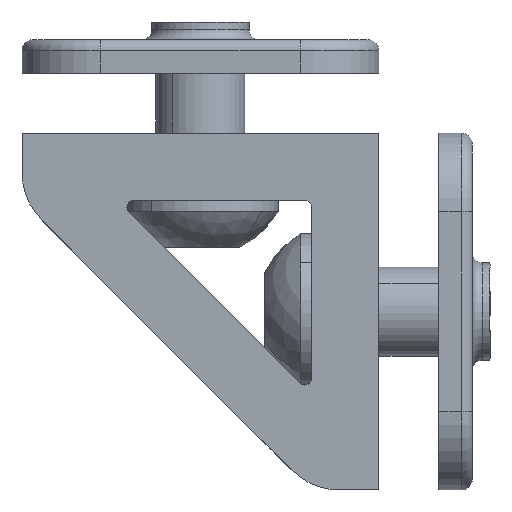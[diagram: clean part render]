
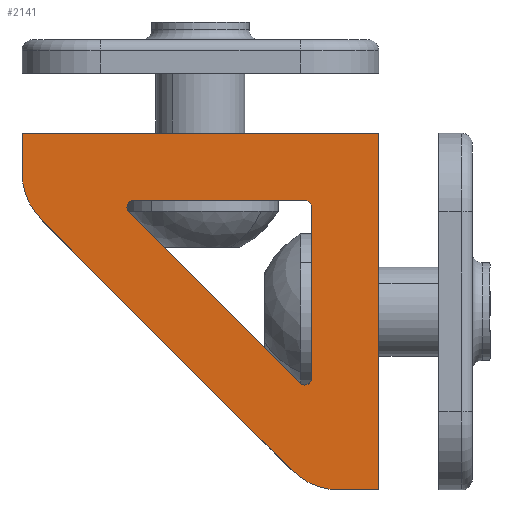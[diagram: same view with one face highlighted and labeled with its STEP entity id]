
A CAD part, left-side view. The second image highlights one B-rep face of the part: STEP entity #2141.
In plain terms, the highlighted planar face has unit normal (-1, 0, 0).
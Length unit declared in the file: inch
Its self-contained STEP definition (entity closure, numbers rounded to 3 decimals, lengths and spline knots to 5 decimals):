
#18 = EDGE_CURVE ( 'NONE', #2766, #2935, #314, .T. ) ;
#41 = EDGE_CURVE ( 'NONE', #2804, #2654, #618, .T. ) ;
#54 = ORIENTED_EDGE ( 'NONE', *, *, #2835, .T. ) ;
#71 = ORIENTED_EDGE ( 'NONE', *, *, #3033, .T. ) ;
#99 = ORIENTED_EDGE ( 'NONE', *, *, #1277, .F. ) ;
#154 = VERTEX_POINT ( 'NONE', #1581 ) ;
#183 = CARTESIAN_POINT ( 'NONE',  ( -0.875, 0., 0. ) ) ;
#194 = CARTESIAN_POINT ( 'NONE',  ( -0.875, 1., 0. ) ) ;
#196 = FACE_BOUND ( 'NONE', #2604, .T. ) ;
#197 = FACE_OUTER_BOUND ( 'NONE', #2811, .T. ) ;
#198 = PLANE ( 'NONE',  #199 ) ;
#199 = AXIS2_PLACEMENT_3D ( 'NONE', #200, #201, #205 ) ;
#200 = CARTESIAN_POINT ( 'NONE',  ( -0.875, 0.11, -0.812 ) ) ;
#201 = DIRECTION ( 'NONE',  ( 1., 0., 0. ) ) ;
#205 = DIRECTION ( 'NONE',  ( 0., 0., -1. ) ) ;
#221 = ORIENTED_EDGE ( 'NONE', *, *, #2893, .F. ) ;
#224 = CIRCLE ( 'NONE', #225, 0.188 ) ;
#225 = AXIS2_PLACEMENT_3D ( 'NONE', #226, #227, #228 ) ;
#226 = CARTESIAN_POINT ( 'NONE',  ( -0.875, 0.812, -0.11 ) ) ;
#227 = DIRECTION ( 'NONE',  ( 1., 0., 0. ) ) ;
#228 = DIRECTION ( 'NONE',  ( 0., 0., -1. ) ) ;
#314 = LINE ( 'NONE', #315, #316 ) ;
#315 = CARTESIAN_POINT ( 'NONE',  ( -0.875, 0.68572, -0.188 ) ) ;
#316 = VECTOR ( 'NONE', #317, 39.37008 ) ;
#317 = DIRECTION ( 'NONE',  ( 0., -1., 0. ) ) ;
#413 = CARTESIAN_POINT ( 'NONE',  ( -0.875, 0.188, -0.208 ) ) ;
#458 = LINE ( 'NONE', #459, #460 ) ;
#459 = CARTESIAN_POINT ( 'NONE',  ( -0.875, 0.188, -0.208 ) ) ;
#460 = VECTOR ( 'NONE', #461, 39.37008 ) ;
#461 = DIRECTION ( 'NONE',  ( 0., 0., -1. ) ) ;
#471 = VERTEX_POINT ( 'NONE', #1763 ) ;
#490 = ORIENTED_EDGE ( 'NONE', *, *, #18, .T. ) ;
#500 = CARTESIAN_POINT ( 'NONE',  ( -0.875, 0.208, -0.70572 ) ) ;
#597 = ORIENTED_EDGE ( 'NONE', *, *, #2737, .T. ) ;
#618 = LINE ( 'NONE', #619, #620 ) ;
#619 = CARTESIAN_POINT ( 'NONE',  ( -0.875, 0.69986, -0.22214 ) ) ;
#620 = VECTOR ( 'NONE', #621, 39.37008 ) ;
#621 = DIRECTION ( 'NONE',  ( 0., 0.707, 0.707 ) ) ;
#626 = LINE ( 'NONE', #627, #628 ) ;
#627 = CARTESIAN_POINT ( 'NONE',  ( -0.875, 1., -0.11 ) ) ;
#628 = VECTOR ( 'NONE', #629, 39.37008 ) ;
#629 = DIRECTION ( 'NONE',  ( 0., 0., 1. ) ) ;
#661 = CIRCLE ( 'NONE', #662, 0.02 ) ;
#662 = AXIS2_PLACEMENT_3D ( 'NONE', #663, #664, #665 ) ;
#663 = CARTESIAN_POINT ( 'NONE',  ( -0.875, 0.208, -0.68572 ) ) ;
#664 = DIRECTION ( 'NONE',  ( 1., 0., 0. ) ) ;
#665 = DIRECTION ( 'NONE',  ( 0., 0., -1. ) ) ;
#799 = CARTESIAN_POINT ( 'NONE',  ( -0.875, 0.69986, -0.22214 ) ) ;
#819 = ORIENTED_EDGE ( 'NONE', *, *, #41, .T. ) ;
#973 = CIRCLE ( 'NONE', #974, 0.188 ) ;
#974 = AXIS2_PLACEMENT_3D ( 'NONE', #975, #976, #977 ) ;
#975 = CARTESIAN_POINT ( 'NONE',  ( -0.875, 0.11, -0.812 ) ) ;
#976 = DIRECTION ( 'NONE',  ( 1., 0., 0. ) ) ;
#977 = DIRECTION ( 'NONE',  ( 0., 0., -1. ) ) ;
#983 = LINE ( 'NONE', #984, #985 ) ;
#984 = CARTESIAN_POINT ( 'NONE',  ( -0.875, 1., 0. ) ) ;
#985 = VECTOR ( 'NONE', #986, 39.37008 ) ;
#986 = DIRECTION ( 'NONE',  ( 0., -1., 0. ) ) ;
#1076 = LINE ( 'NONE', #1077, #1078 ) ;
#1077 = CARTESIAN_POINT ( 'NONE',  ( -0.875, 0., -1. ) ) ;
#1078 = VECTOR ( 'NONE', #1079, 39.37008 ) ;
#1079 = DIRECTION ( 'NONE',  ( 0., 1., 0. ) ) ;
#1125 = CIRCLE ( 'NONE', #1126, 0.02 ) ;
#1126 = AXIS2_PLACEMENT_3D ( 'NONE', #1127, #1128, #1129 ) ;
#1127 = CARTESIAN_POINT ( 'NONE',  ( -0.875, 0.68572, -0.208 ) ) ;
#1128 = DIRECTION ( 'NONE',  ( 1., 0., 0. ) ) ;
#1129 = DIRECTION ( 'NONE',  ( 0., 0., -1. ) ) ;
#1247 = CARTESIAN_POINT ( 'NONE',  ( -0.875, 0.94494, -0.24294 ) ) ;
#1277 = EDGE_CURVE ( 'NONE', #2799, #2752, #973, .T. ) ;
#1327 = CIRCLE ( 'NONE', #1329, 0.02 ) ;
#1329 = AXIS2_PLACEMENT_3D ( 'NONE', #1330, #1331, #1332 ) ;
#1330 = CARTESIAN_POINT ( 'NONE',  ( -0.875, 0.208, -0.208 ) ) ;
#1331 = DIRECTION ( 'NONE',  ( 1., 0., 0. ) ) ;
#1332 = DIRECTION ( 'NONE',  ( 0., 0., -1. ) ) ;
#1360 = CARTESIAN_POINT ( 'NONE',  ( -0.875, 0.208, -0.188 ) ) ;
#1385 = LINE ( 'NONE', #1386, #1387 ) ;
#1386 = CARTESIAN_POINT ( 'NONE',  ( -0.875, 0.94494, -0.24294 ) ) ;
#1387 = VECTOR ( 'NONE', #1388, 39.37008 ) ;
#1388 = DIRECTION ( 'NONE',  ( 0., 0.707, 0.707 ) ) ;
#1396 = CIRCLE ( 'NONE', #1397, 0.02 ) ;
#1397 = AXIS2_PLACEMENT_3D ( 'NONE', #1398, #1399, #1400 ) ;
#1398 = CARTESIAN_POINT ( 'NONE',  ( -0.875, 0.208, -0.68572 ) ) ;
#1399 = DIRECTION ( 'NONE',  ( 1., 0., 0. ) ) ;
#1400 = DIRECTION ( 'NONE',  ( 0., 0., -1. ) ) ;
#1456 = ORIENTED_EDGE ( 'NONE', *, *, #2802, .F. ) ;
#1480 = CARTESIAN_POINT ( 'NONE',  ( -0.875, 0., -1. ) ) ;
#1527 = CARTESIAN_POINT ( 'NONE',  ( -0.875, 0.24294, -0.94494 ) ) ;
#1548 = CARTESIAN_POINT ( 'NONE',  ( -0.875, 0.68572, -0.188 ) ) ;
#1581 = CARTESIAN_POINT ( 'NONE',  ( -0.875, 0.188, -0.68572 ) ) ;
#1663 = ORIENTED_EDGE ( 'NONE', *, *, #2832, .F. ) ;
#1707 = CARTESIAN_POINT ( 'NONE',  ( -0.875, 0.11, -1. ) ) ;
#1720 = LINE ( 'NONE', #1721, #1722 ) ;
#1721 = CARTESIAN_POINT ( 'NONE',  ( -0.875, 0., 0. ) ) ;
#1722 = VECTOR ( 'NONE', #1723, 39.37008 ) ;
#1723 = DIRECTION ( 'NONE',  ( 0., 0., -1. ) ) ;
#1724 = CARTESIAN_POINT ( 'NONE',  ( -0.875, 0.22214, -0.69986 ) ) ;
#1763 = CARTESIAN_POINT ( 'NONE',  ( -0.875, 1., -0.11 ) ) ;
#1877 = ORIENTED_EDGE ( 'NONE', *, *, #2733, .F. ) ;
#2069 = VERTEX_POINT ( 'NONE', #183 ) ;
#2123 = VERTEX_POINT ( 'NONE', #194 ) ;
#2141 = ADVANCED_FACE ( 'NONE', ( #196, #197 ), #198, .F. ) ;
#2247 = EDGE_CURVE ( 'NONE', #2718, #471, #224, .T. ) ;
#2590 = VERTEX_POINT ( 'NONE', #413 ) ;
#2604 = EDGE_LOOP ( 'NONE', ( #819, #71, #490, #2884, #2765, #597, #54 ) ) ;
#2654 = VERTEX_POINT ( 'NONE', #799 ) ;
#2718 = VERTEX_POINT ( 'NONE', #1247 ) ;
#2733 = EDGE_CURVE ( 'NONE', #2752, #2718, #1385, .T. ) ;
#2737 = EDGE_CURVE ( 'NONE', #154, #2824, #1396, .T. ) ;
#2752 = VERTEX_POINT ( 'NONE', #1527 ) ;
#2765 = ORIENTED_EDGE ( 'NONE', *, *, #2818, .T. ) ;
#2766 = VERTEX_POINT ( 'NONE', #1548 ) ;
#2783 = ORIENTED_EDGE ( 'NONE', *, *, #3028, .F. ) ;
#2799 = VERTEX_POINT ( 'NONE', #1707 ) ;
#2802 = EDGE_CURVE ( 'NONE', #2069, #2951, #1720, .T. ) ;
#2804 = VERTEX_POINT ( 'NONE', #1724 ) ;
#2811 = EDGE_LOOP ( 'NONE', ( #1663, #2849, #1877, #99, #221, #1456, #2783 ) ) ;
#2818 = EDGE_CURVE ( 'NONE', #2590, #154, #458, .T. ) ;
#2824 = VERTEX_POINT ( 'NONE', #500 ) ;
#2832 = EDGE_CURVE ( 'NONE', #471, #2123, #626, .T. ) ;
#2835 = EDGE_CURVE ( 'NONE', #2824, #2804, #661, .T. ) ;
#2849 = ORIENTED_EDGE ( 'NONE', *, *, #2247, .F. ) ;
#2884 = ORIENTED_EDGE ( 'NONE', *, *, #2930, .T. ) ;
#2893 = EDGE_CURVE ( 'NONE', #2951, #2799, #1076, .T. ) ;
#2930 = EDGE_CURVE ( 'NONE', #2935, #2590, #1327, .T. ) ;
#2935 = VERTEX_POINT ( 'NONE', #1360 ) ;
#2951 = VERTEX_POINT ( 'NONE', #1480 ) ;
#3028 = EDGE_CURVE ( 'NONE', #2123, #2069, #983, .T. ) ;
#3033 = EDGE_CURVE ( 'NONE', #2654, #2766, #1125, .T. ) ;
